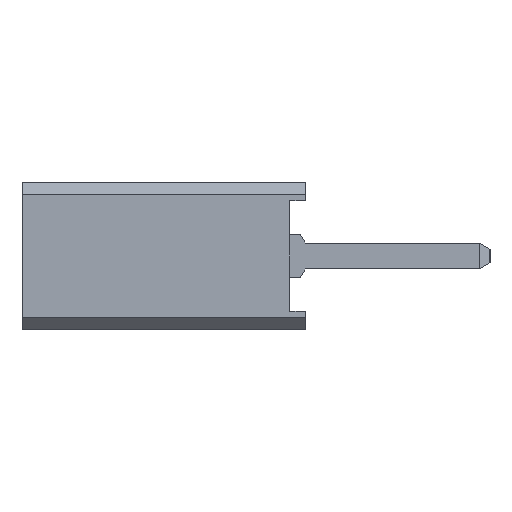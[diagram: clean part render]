
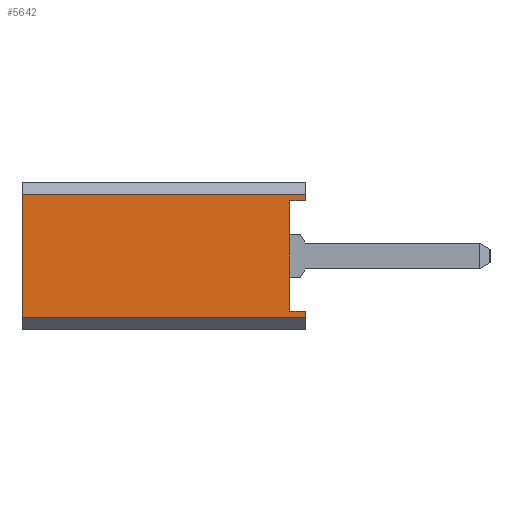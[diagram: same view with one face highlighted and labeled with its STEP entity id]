
A CAD part, left-side view. The second image highlights one B-rep face of the part: STEP entity #5642.
In plain terms, the highlighted planar face has unit normal (-1, 0, 0).
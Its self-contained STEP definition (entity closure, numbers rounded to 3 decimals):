
#525=DIRECTION('',(0.,0.,-1.));
#526=VECTOR('',#525,2.);
#527=CARTESIAN_POINT('',(0.,0.,1.));
#528=LINE('',#527,#526);
#2044=DIRECTION('',(0.,0.,-1.));
#2045=VECTOR('',#2044,0.1);
#2046=CARTESIAN_POINT('',(0.,-4.6,1.));
#2047=LINE('',#2046,#2045);
#2450=DIRECTION('',(0.,0.,-1.));
#2451=VECTOR('',#2450,0.1);
#2452=CARTESIAN_POINT('',(0.,-4.6,-0.9));
#2453=LINE('',#2452,#2451);
#2674=DIRECTION('',(0.,1.,0.));
#2675=VECTOR('',#2674,4.6);
#2676=CARTESIAN_POINT('',(0.,-4.6,-1.));
#2677=LINE('',#2676,#2675);
#2681=DIRECTION('',(0.,1.,0.));
#2682=VECTOR('',#2681,4.6);
#2683=CARTESIAN_POINT('',(0.,-4.6,1.));
#2684=LINE('',#2683,#2682);
#2688=DIRECTION('',(0.,1.,0.));
#2689=VECTOR('',#2688,0.25);
#2690=CARTESIAN_POINT('',(0.,-4.6,0.9));
#2691=LINE('',#2690,#2689);
#2695=DIRECTION('',(0.,0.,1.));
#2696=VECTOR('',#2695,1.8);
#2697=CARTESIAN_POINT('',(0.,-4.35,-0.9));
#2698=LINE('',#2697,#2696);
#2702=DIRECTION('',(0.,1.,0.));
#2703=VECTOR('',#2702,0.25);
#2704=CARTESIAN_POINT('',(0.,-4.6,-0.9));
#2705=LINE('',#2704,#2703);
#3073=CARTESIAN_POINT('',(0.,-4.6,0.9));
#3074=CARTESIAN_POINT('',(0.,-4.35,0.9));
#3075=VERTEX_POINT('',#3073);
#3076=VERTEX_POINT('',#3074);
#3077=CARTESIAN_POINT('',(0.,-4.6,-0.9));
#3078=CARTESIAN_POINT('',(0.,-4.35,-0.9));
#3079=VERTEX_POINT('',#3077);
#3080=VERTEX_POINT('',#3078);
#3090=CARTESIAN_POINT('',(0.,0.,-1.));
#3092=VERTEX_POINT('',#3090);
#3093=CARTESIAN_POINT('',(0.,-4.6,-1.));
#3094=VERTEX_POINT('',#3093);
#3097=CARTESIAN_POINT('',(0.,0.,1.));
#3099=VERTEX_POINT('',#3097);
#3103=CARTESIAN_POINT('',(0.,-4.6,1.));
#3104=VERTEX_POINT('',#3103);
#5625=CARTESIAN_POINT('',(0.,0.,1.2));
#5626=DIRECTION('',(-1.,0.,0.));
#5627=DIRECTION('',(0.,0.,-1.));
#5628=AXIS2_PLACEMENT_3D('',#5625,#5626,#5627);
#5629=PLANE('',#5628);
#5631=ORIENTED_EDGE('',*,*,#5630,.T.);
#5632=ORIENTED_EDGE('',*,*,#3730,.F.);
#5633=ORIENTED_EDGE('',*,*,#5620,.F.);
#5634=ORIENTED_EDGE('',*,*,#5112,.T.);
#5635=ORIENTED_EDGE('',*,*,#5095,.T.);
#5636=ORIENTED_EDGE('',*,*,#4011,.F.);
#5638=ORIENTED_EDGE('',*,*,#5637,.F.);
#5639=ORIENTED_EDGE('',*,*,#5236,.T.);
#5640=EDGE_LOOP('',(#5631,#5632,#5633,#5634,#5635,#5636,#5638,#5639));
#5641=FACE_OUTER_BOUND('',#5640,.F.);
#3730=EDGE_CURVE('',#3099,#3092,#528,.T.);
#4011=EDGE_CURVE('',#3080,#3076,#2698,.T.);
#5095=EDGE_CURVE('',#3075,#3076,#2691,.T.);
#5112=EDGE_CURVE('',#3104,#3075,#2047,.T.);
#5236=EDGE_CURVE('',#3079,#3094,#2453,.T.);
#5620=EDGE_CURVE('',#3104,#3099,#2684,.T.);
#5630=EDGE_CURVE('',#3094,#3092,#2677,.T.);
#5637=EDGE_CURVE('',#3079,#3080,#2705,.T.);
#5642=ADVANCED_FACE('',(#5641),#5629,.T.);
